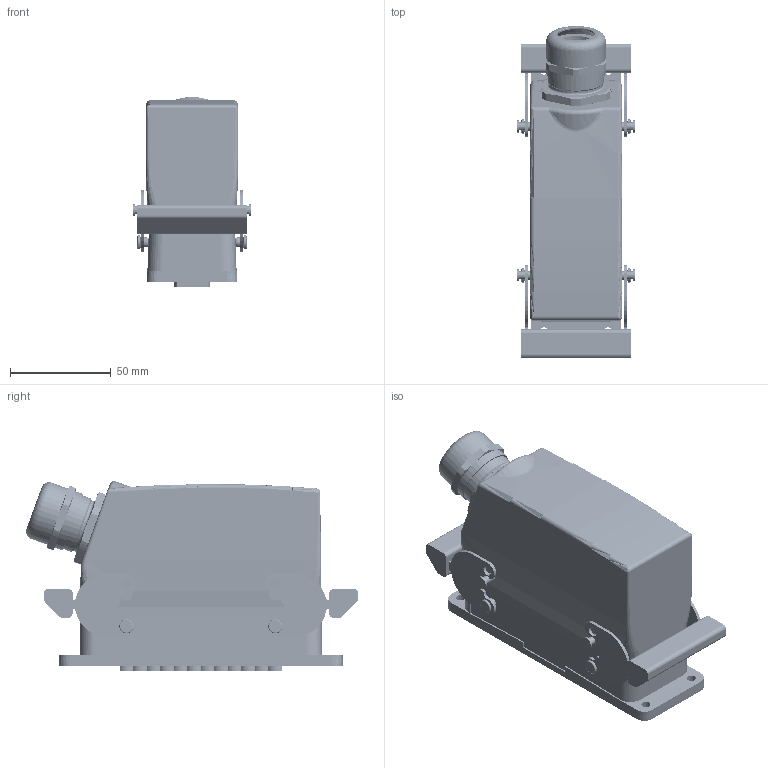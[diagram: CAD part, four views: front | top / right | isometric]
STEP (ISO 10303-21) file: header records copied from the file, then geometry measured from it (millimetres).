
FILE_DESCRIPTION(('CATIA V5 STEP Exchange','CAx-IF Rec.Pracs.--- Model Styling and Organization---1.4--- 2014-01-23'),'2;1');
FILE_NAME ('022140-2_2', '2019-10-28T09:45:23+00:00', ('none'), ('Weidmueller'), 'CATIA Version 5-6 Release 2016 SP3 HF44', 'CATIA V5 STEP AP214', 'none');
FILE_SCHEMA(('AUTOMOTIVE_DESIGN { 1 0 10303 214 1 1 1 1 }'));
Length unit declared in the file: millimetre
Products named in the file (1): 1802380000
Bounding box: 59 x 164.85 x 94.39 mm (x, y, z)
Volume: 309466.4 mm3; surface area: 160078.9 mm2
Topology: 10 solids, 37 shells, 8617 faces, 24856 edges, 16357 vertices
Faces by surface type: plane 5048, cylinder 2322, cone 787, torus 331, bspline 67, extrusion 34, sphere 20, revolution 8
Entity records: 274605 total; most frequent: CARTESIAN_POINT 69202, ORIENTED_EDGE 49656, DIRECTION 31277, EDGE_CURVE 24828, VERTEX_POINT 16357, VECTOR 15079, LINE 15045, AXIS2_PLACEMENT_3D 11652
